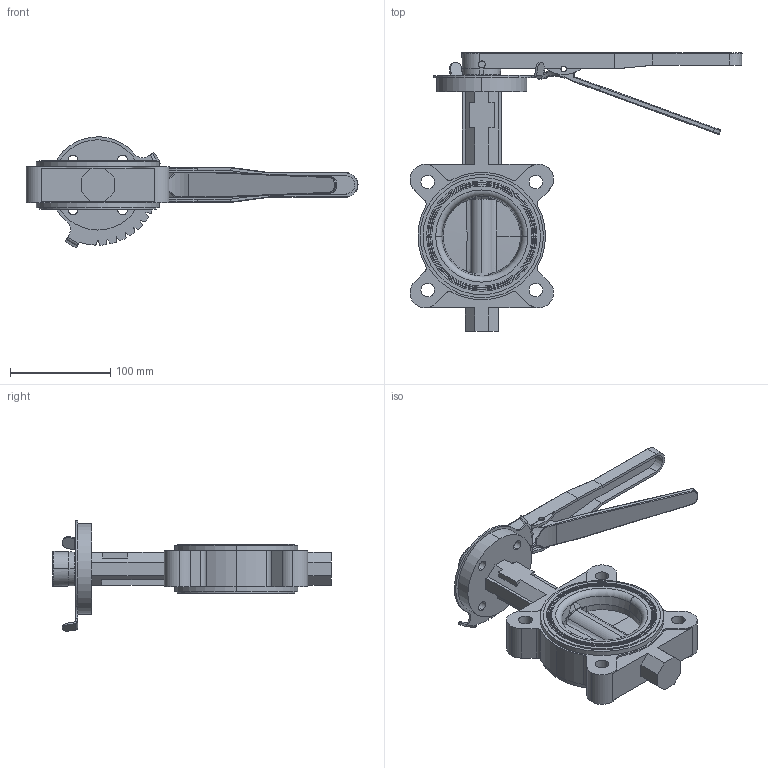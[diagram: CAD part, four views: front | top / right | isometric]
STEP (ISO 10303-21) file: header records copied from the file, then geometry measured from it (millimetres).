
FILE_DESCRIPTION (( 'STEP AP214' ), '1' );
FILE_NAME ('NS-0300-LUG-HANDLE.step', '2019-03-07T20:48:49', ( '' ), ( '' ), 'SwSTEP 2.0', 'SolidWorks 2019', '' );
FILE_SCHEMA (( 'AUTOMOTIVE_DESIGN' ));
Length unit declared in the file: inch
Products named in the file (1): NS-0300-LUG-HANDLE
Bounding box: 331.04 x 277.94 x 110.01 mm (x, y, z)
Surface area: 168789.4 mm2 (no closed solid volume)
Topology: 0 solids, 25 shells, 442 faces, 1625 edges, 1182 vertices
Faces by surface type: cylinder 169, plane 164, bspline 50, torus 34, cone 23, sphere 2
Entity records: 30120 total; most frequent: CARTESIAN_POINT 11264, ORIENTED_EDGE 2670, DIRECTION 2507, EDGE_CURVE 1623, VERTEX_POINT 1182, AXIS2_PLACEMENT_3D 885, VECTOR 737, LINE 737
